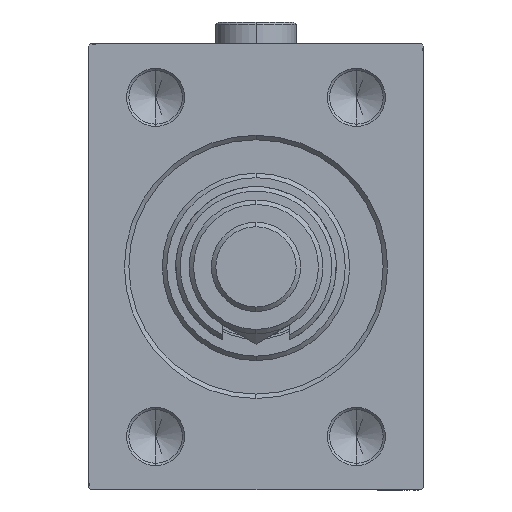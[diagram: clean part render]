
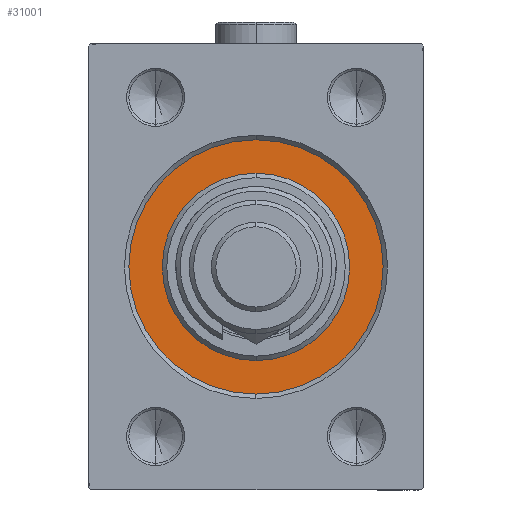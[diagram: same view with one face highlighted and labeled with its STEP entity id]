
A CAD part, left-side view. The second image highlights one B-rep face of the part: STEP entity #31001.
In plain terms, the highlighted face is planar.
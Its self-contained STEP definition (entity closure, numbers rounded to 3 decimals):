
#2296 = ORIENTED_EDGE ( 'NONE', *, *, #24541, .F. ) ;
#2493 = VERTEX_POINT ( 'NONE', #16535 ) ;
#3693 = CIRCLE ( 'NONE', #14649, 21. ) ;
#3756 = DIRECTION ( 'NONE',  ( -1., 0., 0. ) ) ;
#3933 = VERTEX_POINT ( 'NONE', #17050 ) ;
#6773 = VERTEX_POINT ( 'NONE', #25253 ) ;
#9401 = EDGE_CURVE ( 'NONE', #2493, #3933, #32386, .T. ) ;
#9794 = DIRECTION ( 'NONE',  ( 0., 0., 1. ) ) ;
#10789 = ORIENTED_EDGE ( 'NONE', *, *, #29690, .F. ) ;
#14392 = DIRECTION ( 'NONE',  ( 0., 0., 1. ) ) ;
#14567 = VERTEX_POINT ( 'NONE', #16338 ) ;
#14649 = AXIS2_PLACEMENT_3D ( 'NONE', #39292, #27255, #38557 ) ;
#16338 = CARTESIAN_POINT ( 'NONE',  ( 0., 0., 21. ) ) ;
#16535 = CARTESIAN_POINT ( 'NONE',  ( 0., 0., 28.5 ) ) ;
#17050 = CARTESIAN_POINT ( 'NONE',  ( 0., 0., -28.5 ) ) ;
#17396 = PLANE ( 'NONE',  #46602 ) ;
#19805 = AXIS2_PLACEMENT_3D ( 'NONE', #29543, #3756, #21925 ) ;
#21925 = DIRECTION ( 'NONE',  ( 0., 0., 1. ) ) ;
#24541 = EDGE_CURVE ( 'NONE', #3933, #2493, #43402, .T. ) ;
#25253 = CARTESIAN_POINT ( 'NONE',  ( 0., 0., -21. ) ) ;
#25797 = EDGE_LOOP ( 'NONE', ( #2296, #26280 ) ) ;
#26280 = ORIENTED_EDGE ( 'NONE', *, *, #9401, .F. ) ;
#27255 = DIRECTION ( 'NONE',  ( 1., 0., 0. ) ) ;
#28462 = CARTESIAN_POINT ( 'NONE',  ( 0., 0., 0. ) ) ;
#28705 = DIRECTION ( 'NONE',  ( -1., 0., 0. ) ) ;
#29543 = CARTESIAN_POINT ( 'NONE',  ( 0., 0., 0. ) ) ;
#29690 = EDGE_CURVE ( 'NONE', #6773, #14567, #34828, .T. ) ;
#31001 = ADVANCED_FACE ( 'NONE', ( #36794, #47357 ), #17396, .F. ) ;
#32386 = CIRCLE ( 'NONE', #19805, 28.5 ) ;
#32534 = EDGE_LOOP ( 'NONE', ( #36089, #10789 ) ) ;
#32838 = DIRECTION ( 'NONE',  ( -1., 0., 0. ) ) ;
#33956 = AXIS2_PLACEMENT_3D ( 'NONE', #44605, #32838, #14392 ) ;
#34828 = CIRCLE ( 'NONE', #47374, 21. ) ;
#36089 = ORIENTED_EDGE ( 'NONE', *, *, #37787, .F. ) ;
#36794 = FACE_BOUND ( 'NONE', #32534, .T. ) ;
#36902 = DIRECTION ( 'NONE',  ( 0., 0., -1. ) ) ;
#37787 = EDGE_CURVE ( 'NONE', #14567, #6773, #3693, .T. ) ;
#38557 = DIRECTION ( 'NONE',  ( 0., 0., -1. ) ) ;
#39292 = CARTESIAN_POINT ( 'NONE',  ( 0., 0., 0. ) ) ;
#43402 = CIRCLE ( 'NONE', #33956, 28.5 ) ;
#44277 = DIRECTION ( 'NONE',  ( 1., 0., 0. ) ) ;
#44605 = CARTESIAN_POINT ( 'NONE',  ( 0., 0., 0. ) ) ;
#46602 = AXIS2_PLACEMENT_3D ( 'NONE', #28462, #28705, #9794 ) ;
#47357 = FACE_OUTER_BOUND ( 'NONE', #25797, .T. ) ;
#47374 = AXIS2_PLACEMENT_3D ( 'NONE', #47946, #44277, #36902 ) ;
#47946 = CARTESIAN_POINT ( 'NONE',  ( 0., 0., 0. ) ) ;
